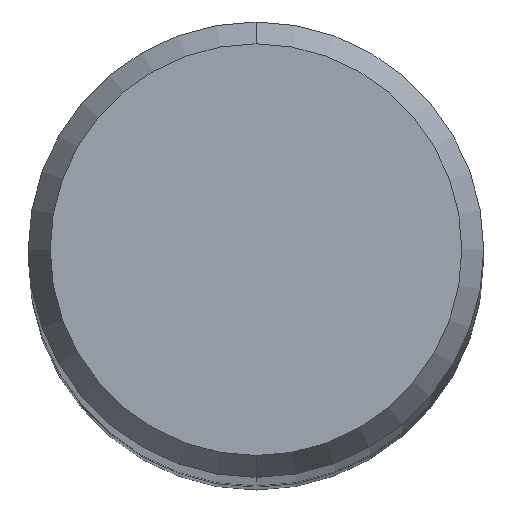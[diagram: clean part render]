
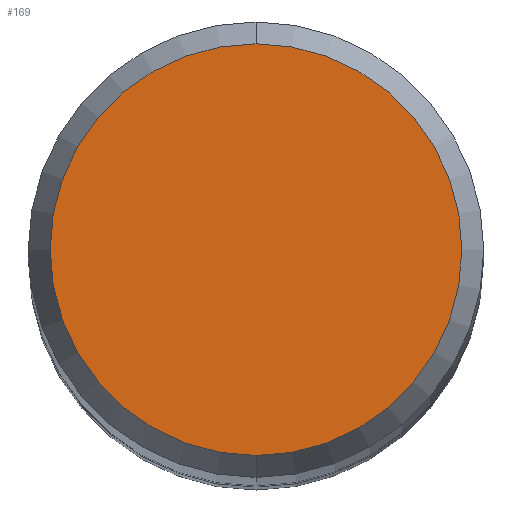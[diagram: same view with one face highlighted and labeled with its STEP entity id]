
A CAD part, top view. The second image highlights one B-rep face of the part: STEP entity #169.
In plain terms, the highlighted planar face has unit normal (0, 0, 1).
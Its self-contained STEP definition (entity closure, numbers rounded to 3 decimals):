
#99=VERTEX_POINT('',#250);
#103=VERTEX_POINT('',#254);
#169=ADVANCED_FACE('',(#331),#332,.T.);
#183=EDGE_CURVE('',#99,#103,#348,.T.);
#193=EDGE_CURVE('',#103,#99,#358,.T.);
#250=CARTESIAN_POINT('',(0.,-2.158,0.0));
#254=CARTESIAN_POINT('',(0.0,2.158,0.0));
#331=FACE_OUTER_BOUND('',#503,.T.);
#332=PLANE('',#504);
#348=CIRCLE('',#523,2.158);
#358=CIRCLE('',#540,2.158);
#503=EDGE_LOOP('',(#715,#716));
#504=AXIS2_PLACEMENT_3D('',#717,#718,#719);
#523=AXIS2_PLACEMENT_3D('',#737,#738,#739);
#540=AXIS2_PLACEMENT_3D('',#748,#749,#750);
#715=ORIENTED_EDGE('',*,*,#193,.F.);
#716=ORIENTED_EDGE('',*,*,#183,.F.);
#717=CARTESIAN_POINT('',(0.0,1.079,0.0));
#718=DIRECTION('',(-0.0,0.0,1.0));
#719=DIRECTION('',(0.0,-1.0,0.0));
#737=CARTESIAN_POINT('',(0.0,0.0,0.0));
#738=DIRECTION('',(0.0,0.0,-1.0));
#739=DIRECTION('',(0.0,1.0,0.0));
#748=CARTESIAN_POINT('',(0.0,0.0,0.0));
#749=DIRECTION('',(0.0,0.0,-1.0));
#750=DIRECTION('',(0.0,1.0,0.0));
